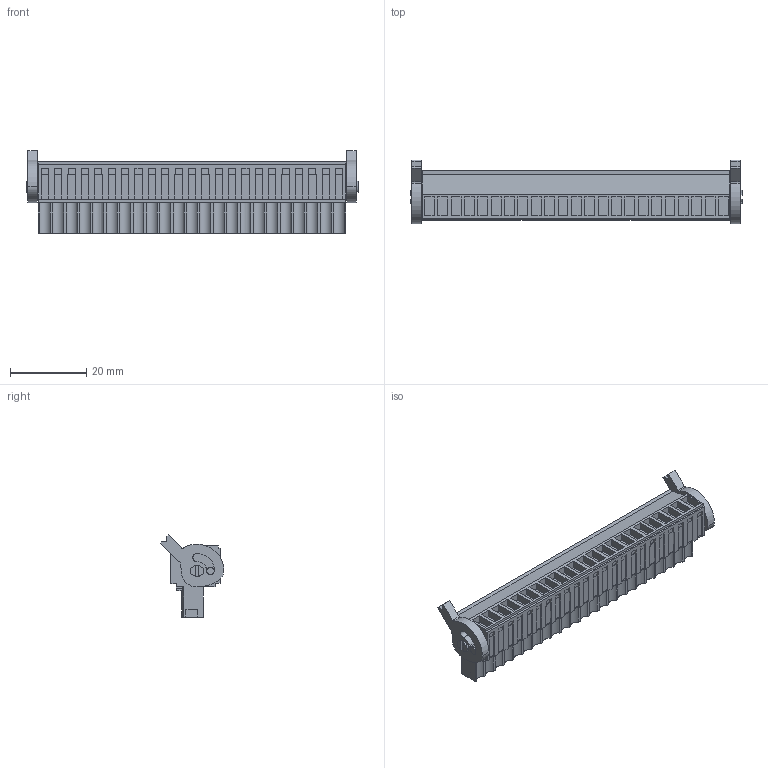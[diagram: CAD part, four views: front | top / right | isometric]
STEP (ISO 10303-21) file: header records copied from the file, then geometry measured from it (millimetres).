
FILE_DESCRIPTION(('CATIA V5 STEP Exchange','CAx-IF Rec.Pracs.--- Model Styling and Organization---1.2---2011-12-15'),'2;1');
FILE_NAME ('D1454465_0_1687860000_1687860000.stp','2017-04-25T12:16:28+00:00',('none'),('Weidmueller'),'CATIA Version 5-6 Release 2014','CATIA V5 STEP AP214','none');
FILE_SCHEMA(('AUTOMOTIVE_DESIGN { 1 0 10303 214 1 1 1 1 }'));
Length unit declared in the file: millimetre
Products named in the file (1): 1687860000
Bounding box: 86.9 x 16.66 x 21.53 mm (x, y, z)
Volume: 12435.4 mm3; surface area: 9834.9 mm2
Topology: 26 solids, 26 shells, 1433 faces, 4029 edges, 2744 vertices
Faces by surface type: plane 1257, cylinder 174, extrusion 2
Entity records: 41813 total; most frequent: ORIENTED_EDGE 8058, CARTESIAN_POINT 7504, DIRECTION 5411, EDGE_CURVE 4029, VECTOR 3435, LINE 3433, VERTEX_POINT 2744, EDGE_LOOP 1537
